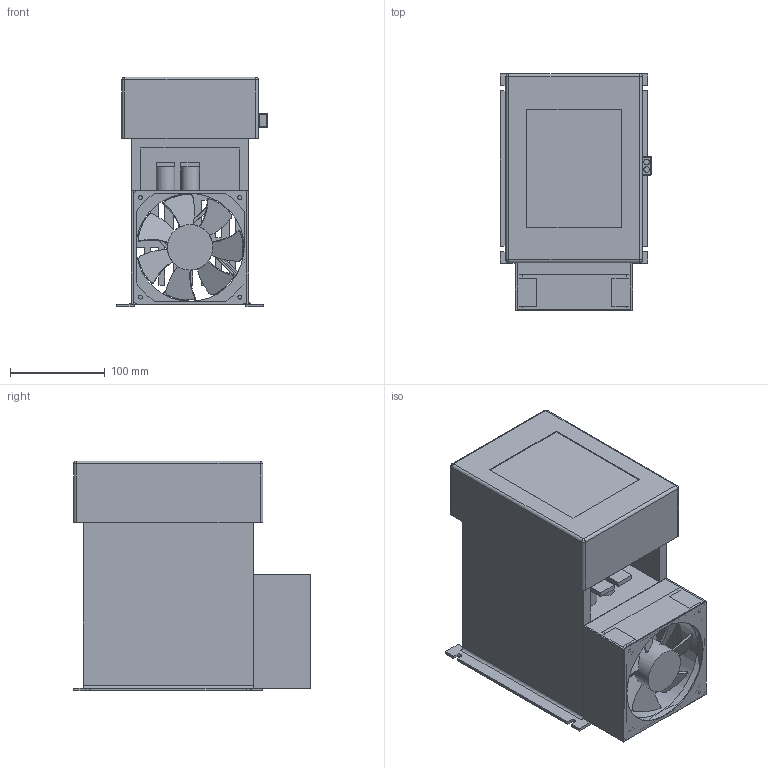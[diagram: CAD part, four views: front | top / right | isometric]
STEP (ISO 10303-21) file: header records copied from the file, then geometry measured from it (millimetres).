
FILE_DESCRIPTION(('STEP AP214'), '1');
FILE_NAME('Òèðèñòîðíèé ìîäóëü BEL-TS75H2 äî 75 êÂÀð 690Â', '', ('UNSPECIFIED'), ('UNSPECIFIED'), 'ASCON STEP Converter 1.3', 'ASCON Math Kernel', '');
FILE_SCHEMA(('AUTOMOTIVE_DESIGN { 1 0 10303 214 3 1 1}'));
Length unit declared in the file: millimetre
Products named in the file (3): fan_pmd2412pmb2-a__2__gn
Assembly tree (2 placements, depth 2):
  (unnamed)
    (unnamed)
    fan_pmd2412pmb2-a__2__gn
Bounding box: 160 x 250 x 243 mm (x, y, z)
Volume: 4301912.7 mm3; surface area: 614635.4 mm2
Topology: 3 solids, 3 shells, 338 faces, 919 edges, 588 vertices
Faces by surface type: plane 209, cylinder 108, cone 9, sphere 8, torus 4
Full cylindrical faces by diameter (mm): 4.3 x8, 6 x2, 20 x4, 48 x1, 114 x2
Entity records: 15138 total; most frequent: CARTESIAN_POINT 3760, ORIENTED_EDGE 1782, DIRECTION 1723, EDGE_CURVE 891, VERTEX_POINT 588, LINE 585, VECTOR 585, AXIS2_PLACEMENT_3D 569
